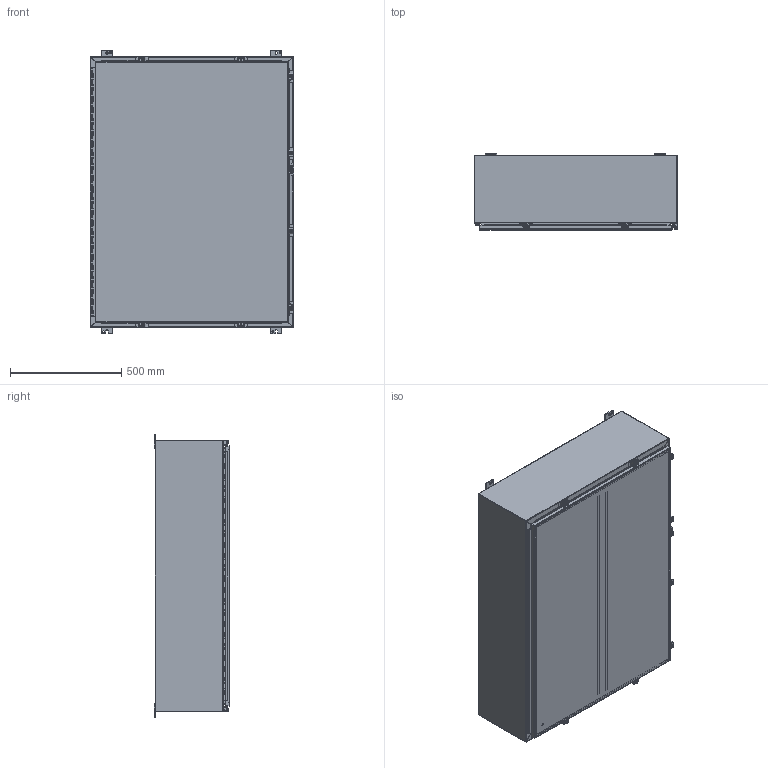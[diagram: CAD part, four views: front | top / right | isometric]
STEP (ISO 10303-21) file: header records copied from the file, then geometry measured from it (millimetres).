
FILE_DESCRIPTION (( 'STEP AP203' ), '1' );
FILE_NAME ('1418N4S12_Default.step', '2019-11-01T14:02:51', ( 'ADC123' ), ( 'Microsoft' ), 'SwSTEP 2.0', 'SolidWorks 2019', '' );
FILE_SCHEMA (( 'CONFIG_CONTROL_DESIGN' ));
Products named in the file (1): 1418N4S12_Default
Bounding box: 917.58 x 341.3 x 1276.35 mm (x, y, z)
Volume: 10350204.5 mm3; surface area: 10660759.6 mm2
Topology: 69 solids, 70 shells, 2398 faces, 6334 edges, 4144 vertices
Faces by surface type: plane 1397, cylinder 869, bspline 106, cone 26
Entity records: 77411 total; most frequent: CARTESIAN_POINT 17145, ORIENTED_EDGE 12660, DIRECTION 12420, EDGE_CURVE 6330, VECTOR 4302, LINE 4302, VERTEX_POINT 4144, AXIS2_PLACEMENT_3D 4059
